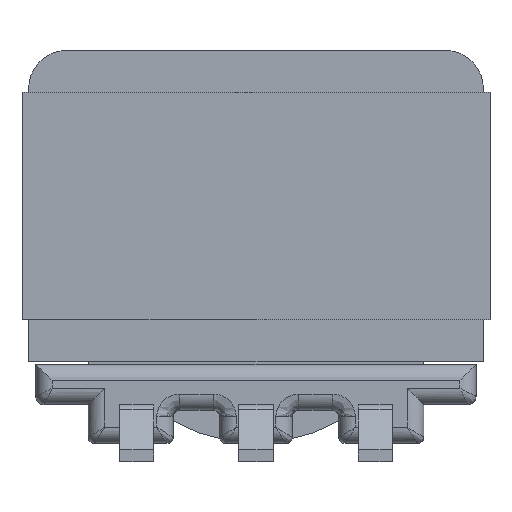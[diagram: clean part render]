
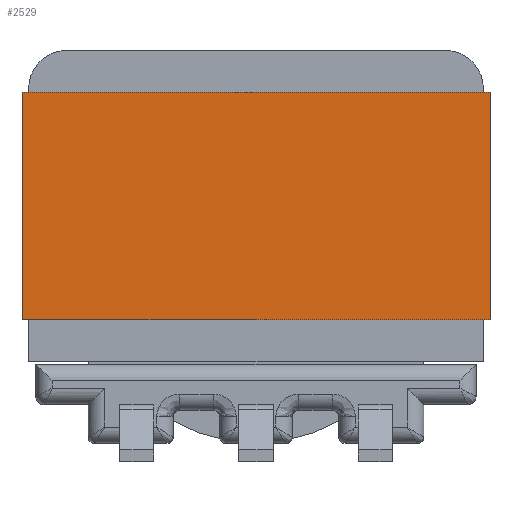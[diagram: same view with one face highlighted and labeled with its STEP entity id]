
A CAD part, front view. The second image highlights one B-rep face of the part: STEP entity #2529.
In plain terms, the highlighted planar face has unit normal (0, -1, 0).
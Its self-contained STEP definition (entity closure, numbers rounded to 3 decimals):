
#2529=ADVANCED_FACE('',(#5328),#5329,.T.);
#2549=EDGE_CURVE('',#5360,#5361,#5362,.T.);
#2551=EDGE_CURVE('',#5364,#5360,#5365,.T.);
#2553=EDGE_CURVE('',#5364,#5367,#5368,.T.);
#2555=EDGE_CURVE('',#5367,#5361,#5370,.T.);
#5328=FACE_OUTER_BOUND('',#11655,.T.);
#5329=PLANE('',#11656);
#5360=VERTEX_POINT('',#11688);
#5361=VERTEX_POINT('',#11689);
#5362=LINE('',#11690,#11691);
#5364=VERTEX_POINT('',#11694);
#5365=LINE('',#11695,#11696);
#5367=VERTEX_POINT('',#11699);
#5368=LINE('',#11700,#11701);
#5370=LINE('',#11704,#11705);
#11655=EDGE_LOOP('',(#16835,#16836,#16837,#16838));
#11656=AXIS2_PLACEMENT_3D('',#16839,#16840,#16841);
#11688=CARTESIAN_POINT('',(4.89,-4.04,2.965));
#11689=CARTESIAN_POINT('',(-4.89,-4.04,2.965));
#11690=CARTESIAN_POINT('',(4.89,-4.04,2.965));
#11691=VECTOR('',#16922,1.0);
#11694=CARTESIAN_POINT('',(4.89,-4.04,7.715));
#11695=CARTESIAN_POINT('',(4.89,-4.04,7.715));
#11696=VECTOR('',#16923,1.0);
#11699=CARTESIAN_POINT('',(-4.89,-4.04,7.715));
#11700=CARTESIAN_POINT('',(4.89,-4.04,7.715));
#11701=VECTOR('',#16924,1.0);
#11704=CARTESIAN_POINT('',(-4.89,-4.04,7.715));
#11705=VECTOR('',#16925,1.0);
#16835=ORIENTED_EDGE('',*,*,#2549,.F.);
#16836=ORIENTED_EDGE('',*,*,#2551,.F.);
#16837=ORIENTED_EDGE('',*,*,#2553,.T.);
#16838=ORIENTED_EDGE('',*,*,#2555,.T.);
#16839=CARTESIAN_POINT('',(4.89,-4.04,7.715));
#16840=DIRECTION('',(0.,-1.0,0.));
#16841=DIRECTION('',(1.0,0.,0.));
#16922=DIRECTION('',(-1.0,0.,0.));
#16923=DIRECTION('',(0.,0.,-1.0));
#16924=DIRECTION('',(-1.0,0.,0.));
#16925=DIRECTION('',(0.,0.,-1.0));
